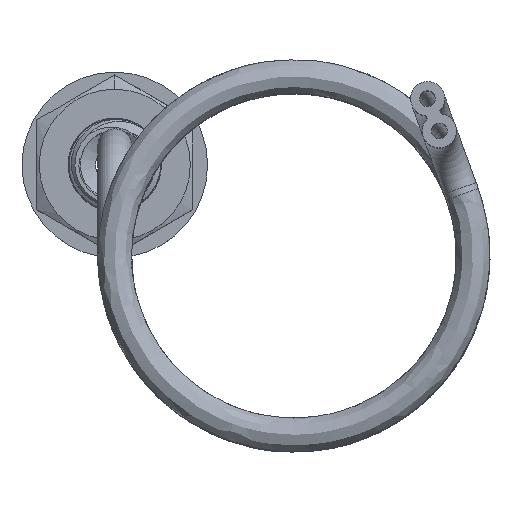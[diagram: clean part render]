
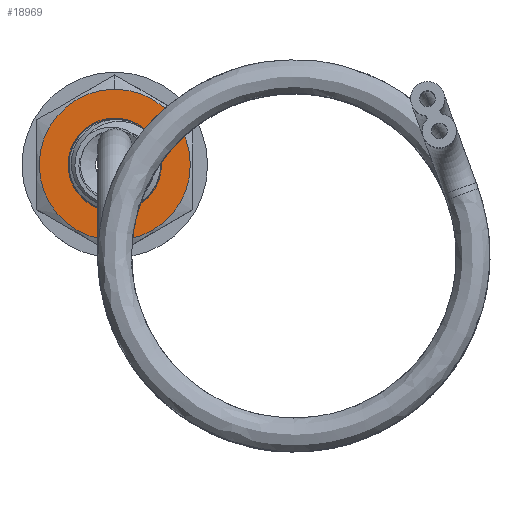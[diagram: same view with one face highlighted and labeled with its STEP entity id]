
A CAD part, top view. The second image highlights one B-rep face of the part: STEP entity #18969.
In plain terms, the highlighted face is planar.
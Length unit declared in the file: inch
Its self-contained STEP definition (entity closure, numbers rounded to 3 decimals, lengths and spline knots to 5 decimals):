
#18220=CARTESIAN_POINT('',(0.,0.13696,0.));
#18221=DIRECTION('',(0.,1.,0.));
#18222=DIRECTION('',(0.,0.,1.));
#18223=AXIS2_PLACEMENT_3D('',#18220,#18221,#18222);
#18233=CARTESIAN_POINT('',(0.,0.13696,0.));
#18234=DIRECTION('',(0.,1.,0.));
#18235=DIRECTION('',(0.,0.,-1.));
#18236=AXIS2_PLACEMENT_3D('',#18233,#18234,#18235);
#18831=CARTESIAN_POINT('',(0.,0.13696,0.));
#18832=DIRECTION('',(0.,-1.,0.));
#18833=DIRECTION('',(0.,0.,1.));
#18834=AXIS2_PLACEMENT_3D('',#18831,#18832,#18833);
#18840=CARTESIAN_POINT('',(0.,0.13696,0.));
#18841=DIRECTION('',(0.,-1.,0.));
#18842=DIRECTION('',(0.,0.,-1.));
#18843=AXIS2_PLACEMENT_3D('',#18840,#18841,#18842);
#18854=CARTESIAN_POINT('',(0.,0.13696,0.19093));
#18855=CARTESIAN_POINT('',(0.,0.13696,-0.19093));
#18856=VERTEX_POINT('',#18854);
#18857=VERTEX_POINT('',#18855);
#18886=CARTESIAN_POINT('',(0.,0.13696,-0.10462));
#18887=VERTEX_POINT('',#18886);
#18912=CARTESIAN_POINT('',(0.,0.13696,0.10462));
#18913=VERTEX_POINT('',#18912);
#18953=CARTESIAN_POINT('',(0.09843,0.13696,0.));
#18954=DIRECTION('',(0.,1.,0.));
#18955=DIRECTION('',(0.,0.,1.));
#18956=AXIS2_PLACEMENT_3D('',#18953,#18954,#18955);
#18957=PLANE('',#18956);
#18958=ORIENTED_EDGE('',*,*,#18938,.F.);
#18960=ORIENTED_EDGE('',*,*,#18959,.F.);
#18961=EDGE_LOOP('',(#18958,#18960));
#18962=FACE_OUTER_BOUND('',#18961,.F.);
#18964=ORIENTED_EDGE('',*,*,#18963,.F.);
#18966=ORIENTED_EDGE('',*,*,#18965,.F.);
#18967=EDGE_LOOP('',(#18964,#18966));
#18968=FACE_BOUND('',#18967,.F.);
#18969=ADVANCED_FACE('',(#18962,#18968),#18957,.T.);
#18224=CIRCLE('',#18223,0.19093);
#18237=CIRCLE('',#18236,0.19093);
#18835=CIRCLE('',#18834,0.10462);
#18844=CIRCLE('',#18843,0.10462);
#18938=EDGE_CURVE('',#18856,#18857,#18224,.T.);
#18959=EDGE_CURVE('',#18857,#18856,#18237,.T.);
#18963=EDGE_CURVE('',#18887,#18913,#18844,.T.);
#18965=EDGE_CURVE('',#18913,#18887,#18835,.T.);
